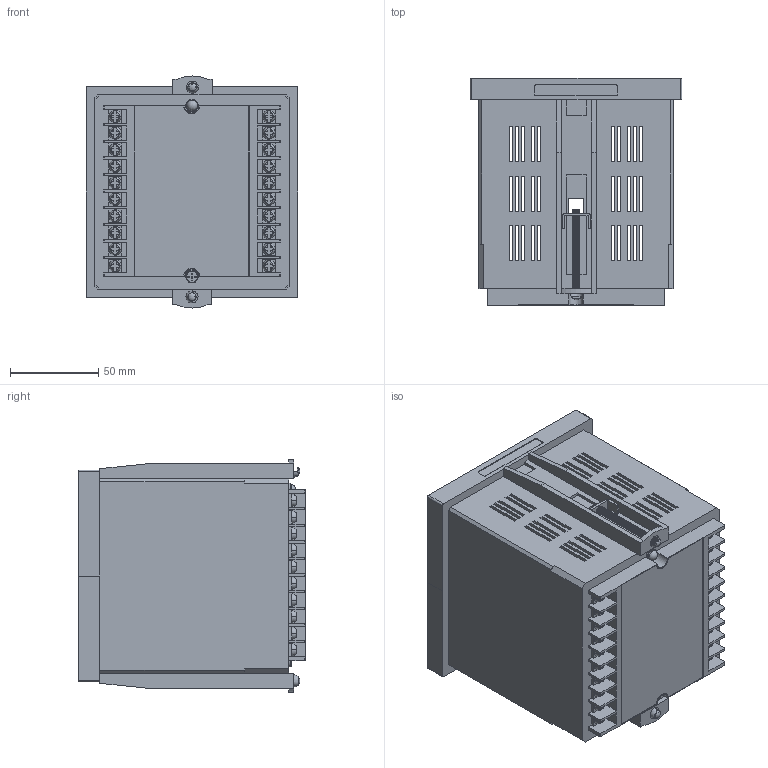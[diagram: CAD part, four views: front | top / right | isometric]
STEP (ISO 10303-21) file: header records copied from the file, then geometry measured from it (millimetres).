
FILE_DESCRIPTION((''),'2;1');
FILE_NAME('JKF8_ASM_ASM','2021-02-27T',('lyus'),(''),'CREO PARAMETRIC BY PTC INC, 2018070','CREO PARAMETRIC BY PTC INC, 2018070','');
FILE_SCHEMA(('CONFIG_CONTROL_DESIGN'));
Products named in the file (11): PRT0001_8_9_5_1; PRT0002_1_1_1_1; ASM0002_ASM_2_ASM_ASM_1_ASM_1_A_ASM; PRT0005_1_1_1; 03_3_2_1; PRT0007_1_2_1; ASM0001_ASM_11_ASM_2_ASM_1_ASM; M_1; JKF8_ASM_1_ASM; JXT; JKF8_ASM_ASM
Assembly tree (32 placements, depth 5):
  JKF8_ASM_ASM
    JKF8_ASM_1_ASM
      ASM0001_ASM_11_ASM_2_ASM_1_ASM
        ASM0002_ASM_2_ASM_ASM_1_ASM_1_A_ASM
          PRT0001_8_9_5_1
          PRT0002_1_1_1_1  x20
        PRT0005_1_1_1  x2
        03_3_2_1  x2
        PRT0007_1_2_1  x2
      M_1
    JXT
Bounding box: 120 x 128.5 x 131.49 mm (x, y, z)
Volume: 385625.8 mm3; surface area: 222384 mm2
Topology: 29 solids, 29 shells, 1613 faces, 17464 edges, 15990 vertices
Faces by surface type: plane 1053, cylinder 470, sphere 48, bspline 40, extrusion 2
Entity records: 159448 total; most frequent: CARTESIAN_POINT 28276, DIRECTION 17487, VECTOR 14995, LINE 14994, PRESENTATION_STYLE_ASSIGNMENT 13357, STYLED_ITEM 13357, CURVE_STYLE 13069, TRIMMED_CURVE 13036
